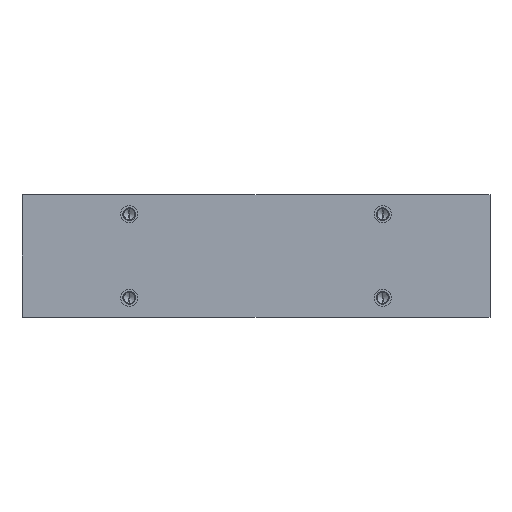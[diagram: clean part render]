
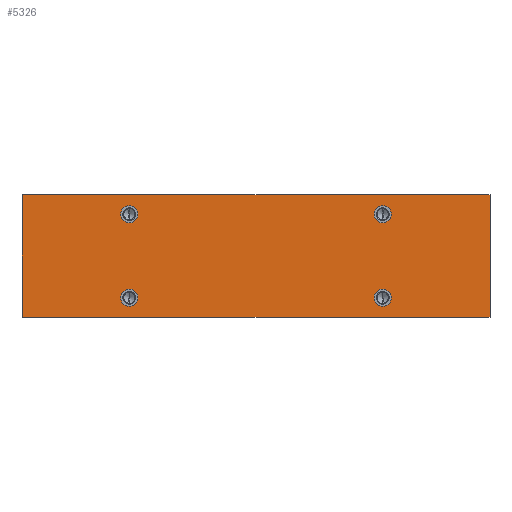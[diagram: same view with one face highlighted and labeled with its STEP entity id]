
A CAD part, front view. The second image highlights one B-rep face of the part: STEP entity #5326.
In plain terms, the highlighted planar face has unit normal (0, -1, 0).
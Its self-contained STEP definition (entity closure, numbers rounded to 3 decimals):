
#216 = CIRCLE ( 'NONE', #2387, 8. ) ;
#268 = ORIENTED_EDGE ( 'NONE', *, *, #6395, .F. ) ;
#344 = VERTEX_POINT ( 'NONE', #5655 ) ;
#360 = ORIENTED_EDGE ( 'NONE', *, *, #5179, .T. ) ;
#495 = DIRECTION ( 'NONE',  ( 0., 0., 1. ) ) ;
#537 = CARTESIAN_POINT ( 'NONE',  ( 118., -142., 103.8 ) ) ;
#577 = FACE_OUTER_BOUND ( 'NONE', #8171, .T. ) ;
#627 = DIRECTION ( 'NONE',  ( 0., 0., -1. ) ) ;
#678 = DIRECTION ( 'NONE',  ( 0., -1., 0. ) ) ;
#845 = CIRCLE ( 'NONE', #6418, 8. ) ;
#860 = VERTEX_POINT ( 'NONE', #4779 ) ;
#977 = ORIENTED_EDGE ( 'NONE', *, *, #4330, .T. ) ;
#1007 = CIRCLE ( 'NONE', #6183, 8. ) ;
#1490 = VERTEX_POINT ( 'NONE', #537 ) ;
#1536 = AXIS2_PLACEMENT_3D ( 'NONE', #7398, #6168, #1638 ) ;
#1541 = VECTOR ( 'NONE', #3691, 1000. ) ;
#1610 = VERTEX_POINT ( 'NONE', #2672 ) ;
#1638 = DIRECTION ( 'NONE',  ( 0., 0., -1. ) ) ;
#1862 = FACE_BOUND ( 'NONE', #6861, .T. ) ;
#1909 = DIRECTION ( 'NONE',  ( 0., -1., 0. ) ) ;
#1949 = FACE_BOUND ( 'NONE', #3956, .T. ) ;
#1996 = CARTESIAN_POINT ( 'NONE',  ( 118., -142., 87.8 ) ) ;
#2018 = CARTESIAN_POINT ( 'NONE',  ( -118., -142., 95.8 ) ) ;
#2024 = DIRECTION ( 'NONE',  ( 0., -1., 0. ) ) ;
#2180 = CARTESIAN_POINT ( 'NONE',  ( 218., -142., 113.8 ) ) ;
#2283 = CARTESIAN_POINT ( 'NONE',  ( -218., -142., 0. ) ) ;
#2315 = DIRECTION ( 'NONE',  ( 0., 0., -1. ) ) ;
#2334 = AXIS2_PLACEMENT_3D ( 'NONE', #2490, #6366, #2411 ) ;
#2387 = AXIS2_PLACEMENT_3D ( 'NONE', #7215, #2024, #7731 ) ;
#2395 = VERTEX_POINT ( 'NONE', #5580 ) ;
#2411 = DIRECTION ( 'NONE',  ( 0., 0., -1. ) ) ;
#2421 = EDGE_CURVE ( 'NONE', #5558, #7369, #7960, .T. ) ;
#2450 = DIRECTION ( 'NONE',  ( 0., 1., 0. ) ) ;
#2490 = CARTESIAN_POINT ( 'NONE',  ( -118., -142., 95.8 ) ) ;
#2672 = CARTESIAN_POINT ( 'NONE',  ( -118., -142., 87.8 ) ) ;
#2761 = CARTESIAN_POINT ( 'NONE',  ( 218., -142., 113.8 ) ) ;
#2776 = ORIENTED_EDGE ( 'NONE', *, *, #3543, .F. ) ;
#2802 = CARTESIAN_POINT ( 'NONE',  ( -218., -142., 0. ) ) ;
#2883 = VECTOR ( 'NONE', #3304, 1000. ) ;
#2947 = CARTESIAN_POINT ( 'NONE',  ( -118., -142., 10. ) ) ;
#2957 = DIRECTION ( 'NONE',  ( 0., -1., 0. ) ) ;
#3183 = FACE_BOUND ( 'NONE', #7582, .T. ) ;
#3292 = DIRECTION ( 'NONE',  ( 0., -1., 0. ) ) ;
#3304 = DIRECTION ( 'NONE',  ( 0., 0., -1. ) ) ;
#3305 = ORIENTED_EDGE ( 'NONE', *, *, #3410, .F. ) ;
#3316 = AXIS2_PLACEMENT_3D ( 'NONE', #8335, #2450, #495 ) ;
#3410 = EDGE_CURVE ( 'NONE', #6933, #1610, #8319, .T. ) ;
#3471 = ORIENTED_EDGE ( 'NONE', *, *, #5931, .F. ) ;
#3518 = VERTEX_POINT ( 'NONE', #2947 ) ;
#3533 = DIRECTION ( 'NONE',  ( 0., 0., -1. ) ) ;
#3543 = EDGE_CURVE ( 'NONE', #860, #3518, #845, .T. ) ;
#3683 = CARTESIAN_POINT ( 'NONE',  ( 118., -142., 26. ) ) ;
#3691 = DIRECTION ( 'NONE',  ( 1., 0., 0. ) ) ;
#3956 = EDGE_LOOP ( 'NONE', ( #3471, #7674 ) ) ;
#4032 = CARTESIAN_POINT ( 'NONE',  ( -218., -142., 113.8 ) ) ;
#4074 = LINE ( 'NONE', #4032, #2883 ) ;
#4175 = EDGE_CURVE ( 'NONE', #7369, #5558, #5761, .T. ) ;
#4251 = ORIENTED_EDGE ( 'NONE', *, *, #5850, .F. ) ;
#4282 = AXIS2_PLACEMENT_3D ( 'NONE', #8297, #1909, #627 ) ;
#4285 = AXIS2_PLACEMENT_3D ( 'NONE', #7256, #3292, #5269 ) ;
#4330 = EDGE_CURVE ( 'NONE', #2395, #8230, #4074, .T. ) ;
#4408 = AXIS2_PLACEMENT_3D ( 'NONE', #8158, #2957, #2315 ) ;
#4426 = ORIENTED_EDGE ( 'NONE', *, *, #6627, .F. ) ;
#4542 = PLANE ( 'NONE',  #3316 ) ;
#4779 = CARTESIAN_POINT ( 'NONE',  ( -118., -142., 26. ) ) ;
#4850 = VERTEX_POINT ( 'NONE', #1996 ) ;
#5083 = CARTESIAN_POINT ( 'NONE',  ( -118., -142., 18. ) ) ;
#5179 = EDGE_CURVE ( 'NONE', #8230, #344, #8126, .T. ) ;
#5269 = DIRECTION ( 'NONE',  ( 0., 0., -1. ) ) ;
#5326 = ADVANCED_FACE ( 'NONE', ( #1862, #1949, #3183, #6369, #577 ), #4542, .F. ) ;
#5357 = DIRECTION ( 'NONE',  ( 0., 0., -1. ) ) ;
#5558 = VERTEX_POINT ( 'NONE', #8082 ) ;
#5559 = LINE ( 'NONE', #8036, #7085 ) ;
#5580 = CARTESIAN_POINT ( 'NONE',  ( -218., -142., 113.8 ) ) ;
#5631 = EDGE_CURVE ( 'NONE', #1490, #4850, #8086, .T. ) ;
#5655 = CARTESIAN_POINT ( 'NONE',  ( 218., -142., 0. ) ) ;
#5761 = CIRCLE ( 'NONE', #1536, 8. ) ;
#5850 = EDGE_CURVE ( 'NONE', #1610, #6933, #1007, .T. ) ;
#5931 = EDGE_CURVE ( 'NONE', #4850, #1490, #7959, .T. ) ;
#6018 = VECTOR ( 'NONE', #3533, 1000. ) ;
#6168 = DIRECTION ( 'NONE',  ( 0., -1., 0. ) ) ;
#6173 = ORIENTED_EDGE ( 'NONE', *, *, #2421, .F. ) ;
#6183 = AXIS2_PLACEMENT_3D ( 'NONE', #2018, #7899, #5357 ) ;
#6366 = DIRECTION ( 'NONE',  ( 0., -1., 0. ) ) ;
#6369 = FACE_BOUND ( 'NONE', #7772, .T. ) ;
#6395 = EDGE_CURVE ( 'NONE', #2395, #8075, #5559, .T. ) ;
#6418 = AXIS2_PLACEMENT_3D ( 'NONE', #5083, #678, #7668 ) ;
#6627 = EDGE_CURVE ( 'NONE', #8075, #344, #7541, .T. ) ;
#6729 = CARTESIAN_POINT ( 'NONE',  ( -118., -142., 103.8 ) ) ;
#6861 = EDGE_LOOP ( 'NONE', ( #7940, #2776 ) ) ;
#6902 = DIRECTION ( 'NONE',  ( 1., 0., 0. ) ) ;
#6933 = VERTEX_POINT ( 'NONE', #6729 ) ;
#7066 = ORIENTED_EDGE ( 'NONE', *, *, #4175, .F. ) ;
#7085 = VECTOR ( 'NONE', #6902, 1000. ) ;
#7215 = CARTESIAN_POINT ( 'NONE',  ( -118., -142., 18. ) ) ;
#7256 = CARTESIAN_POINT ( 'NONE',  ( 118., -142., 95.8 ) ) ;
#7369 = VERTEX_POINT ( 'NONE', #3683 ) ;
#7398 = CARTESIAN_POINT ( 'NONE',  ( 118., -142., 18. ) ) ;
#7541 = LINE ( 'NONE', #2180, #6018 ) ;
#7582 = EDGE_LOOP ( 'NONE', ( #6173, #7066 ) ) ;
#7668 = DIRECTION ( 'NONE',  ( 0., 0., -1. ) ) ;
#7674 = ORIENTED_EDGE ( 'NONE', *, *, #5631, .F. ) ;
#7731 = DIRECTION ( 'NONE',  ( 0., 0., -1. ) ) ;
#7772 = EDGE_LOOP ( 'NONE', ( #4251, #3305 ) ) ;
#7899 = DIRECTION ( 'NONE',  ( 0., -1., 0. ) ) ;
#7940 = ORIENTED_EDGE ( 'NONE', *, *, #8401, .F. ) ;
#7959 = CIRCLE ( 'NONE', #4285, 8. ) ;
#7960 = CIRCLE ( 'NONE', #4282, 8. ) ;
#8036 = CARTESIAN_POINT ( 'NONE',  ( -218., -142., 113.8 ) ) ;
#8075 = VERTEX_POINT ( 'NONE', #2761 ) ;
#8082 = CARTESIAN_POINT ( 'NONE',  ( 118., -142., 10. ) ) ;
#8086 = CIRCLE ( 'NONE', #4408, 8. ) ;
#8126 = LINE ( 'NONE', #2283, #1541 ) ;
#8158 = CARTESIAN_POINT ( 'NONE',  ( 118., -142., 95.8 ) ) ;
#8171 = EDGE_LOOP ( 'NONE', ( #360, #4426, #268, #977 ) ) ;
#8230 = VERTEX_POINT ( 'NONE', #2802 ) ;
#8297 = CARTESIAN_POINT ( 'NONE',  ( 118., -142., 18. ) ) ;
#8319 = CIRCLE ( 'NONE', #2334, 8. ) ;
#8335 = CARTESIAN_POINT ( 'NONE',  ( -218., -142., 113.8 ) ) ;
#8401 = EDGE_CURVE ( 'NONE', #3518, #860, #216, .T. ) ;
